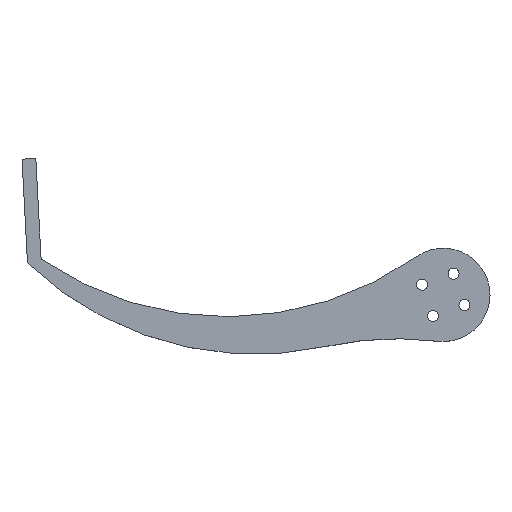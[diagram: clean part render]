
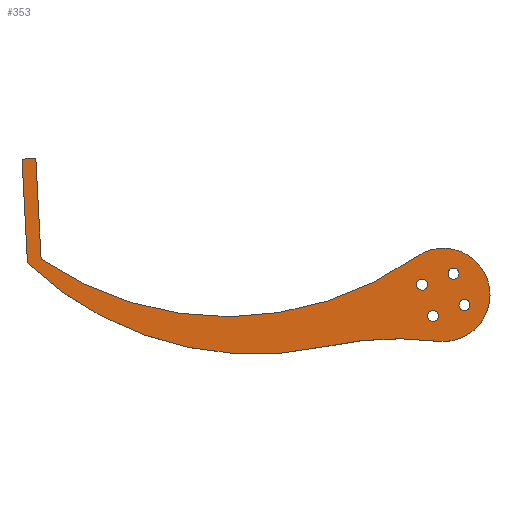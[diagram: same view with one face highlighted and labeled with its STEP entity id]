
A CAD part, top view. The second image highlights one B-rep face of the part: STEP entity #353.
In plain terms, the highlighted planar face has unit normal (0, 0, 1).
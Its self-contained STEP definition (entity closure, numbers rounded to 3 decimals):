
#35=FACE_BOUND('',#89,.T.);
#36=FACE_BOUND('',#90,.T.);
#37=FACE_BOUND('',#91,.T.);
#38=FACE_BOUND('',#92,.T.);
#59=FACE_OUTER_BOUND('',#88,.T.);
#88=EDGE_LOOP('',(#313,#314,#315,#316,#317,#318,#319));
#89=EDGE_LOOP('',(#320));
#90=EDGE_LOOP('',(#321));
#91=EDGE_LOOP('',(#322));
#92=EDGE_LOOP('',(#323));
#101=CIRCLE('',#389,95.);
#102=CIRCLE('',#391,95.);
#103=CIRCLE('',#393,95.);
#104=CIRCLE('',#395,13.5);
#113=CIRCLE('',#413,1.6);
#114=CIRCLE('',#415,1.6);
#115=CIRCLE('',#417,1.6);
#116=CIRCLE('',#419,1.6);
#121=LINE('',#563,#142);
#124=LINE('',#568,#145);
#137=LINE('',#630,#158);
#142=VECTOR('',#448,10.);
#145=VECTOR('',#453,10.);
#158=VECTOR('',#532,10.);
#170=VERTEX_POINT('',#560);
#171=VERTEX_POINT('',#562);
#172=VERTEX_POINT('',#566);
#173=VERTEX_POINT('',#570);
#174=VERTEX_POINT('',#574);
#175=VERTEX_POINT('',#578);
#176=VERTEX_POINT('',#580);
#185=VERTEX_POINT('',#614);
#186=VERTEX_POINT('',#618);
#187=VERTEX_POINT('',#622);
#188=VERTEX_POINT('',#626);
#201=EDGE_CURVE('',#171,#170,#121,.T.);
#204=EDGE_CURVE('',#170,#172,#124,.T.);
#206=EDGE_CURVE('',#173,#172,#101,.T.);
#208=EDGE_CURVE('',#174,#173,#102,.T.);
#210=EDGE_CURVE('',#176,#175,#103,.F.);
#212=EDGE_CURVE('',#174,#176,#104,.T.);
#225=EDGE_CURVE('',#185,#185,#113,.T.);
#227=EDGE_CURVE('',#186,#186,#114,.T.);
#229=EDGE_CURVE('',#187,#187,#115,.T.);
#231=EDGE_CURVE('',#188,#188,#116,.T.);
#233=EDGE_CURVE('',#175,#171,#137,.T.);
#313=ORIENTED_EDGE('',*,*,#233,.T.);
#314=ORIENTED_EDGE('',*,*,#201,.T.);
#315=ORIENTED_EDGE('',*,*,#204,.T.);
#316=ORIENTED_EDGE('',*,*,#206,.F.);
#317=ORIENTED_EDGE('',*,*,#208,.F.);
#318=ORIENTED_EDGE('',*,*,#212,.T.);
#319=ORIENTED_EDGE('',*,*,#210,.T.);
#320=ORIENTED_EDGE('',*,*,#231,.T.);
#321=ORIENTED_EDGE('',*,*,#229,.T.);
#322=ORIENTED_EDGE('',*,*,#227,.T.);
#323=ORIENTED_EDGE('',*,*,#225,.T.);
#332=PLANE('',#421);
#353=ADVANCED_FACE('',(#59,#35,#36,#37,#38),#332,.F.);
#389=AXIS2_PLACEMENT_3D('',#572,#457,#458);
#391=AXIS2_PLACEMENT_3D('',#576,#462,#463);
#393=AXIS2_PLACEMENT_3D('',#581,#467,#468);
#395=AXIS2_PLACEMENT_3D('',#584,#472,#473);
#413=AXIS2_PLACEMENT_3D('',#615,#512,#513);
#415=AXIS2_PLACEMENT_3D('',#619,#517,#518);
#417=AXIS2_PLACEMENT_3D('',#623,#522,#523);
#419=AXIS2_PLACEMENT_3D('',#627,#527,#528);
#421=AXIS2_PLACEMENT_3D('',#631,#533,#534);
#448=DIRECTION('',(-0.999,-0.052,0.));
#453=DIRECTION('',(0.052,-0.999,0.));
#457=DIRECTION('center_axis',(0.,0.,-1.));
#458=DIRECTION('ref_axis',(-0.573,-0.82,0.));
#462=DIRECTION('center_axis',(0.,0.,1.));
#463=DIRECTION('ref_axis',(-0.047,0.999,0.));
#467=DIRECTION('center_axis',(0.,0.,1.));
#468=DIRECTION('ref_axis',(0.576,-0.817,0.));
#472=DIRECTION('center_axis',(0.,0.,1.));
#473=DIRECTION('ref_axis',(-1.,0.,0.));
#512=DIRECTION('center_axis',(0.,0.,-1.));
#513=DIRECTION('ref_axis',(1.,0.,0.));
#517=DIRECTION('center_axis',(0.,0.,-1.));
#518=DIRECTION('ref_axis',(1.,0.,0.));
#522=DIRECTION('center_axis',(0.,0.,-1.));
#523=DIRECTION('ref_axis',(1.,0.,0.));
#527=DIRECTION('center_axis',(0.,0.,-1.));
#528=DIRECTION('ref_axis',(1.,0.,0.));
#532=DIRECTION('',(-0.052,0.999,0.));
#533=DIRECTION('center_axis',(0.,0.,-1.));
#534=DIRECTION('ref_axis',(1.,0.,0.));
#560=CARTESIAN_POINT('',(-5.881,29.438,57.5));
#562=CARTESIAN_POINT('',(-1.887,29.647,57.5));
#563=CARTESIAN_POINT('',(-3.257,29.576,57.5));
#566=CARTESIAN_POINT('',(-4.311,-0.521,57.5));
#568=CARTESIAN_POINT('',(-5.49,21.968,57.5));
#570=CARTESIAN_POINT('',(81.929,-24.699,57.5));
#572=CARTESIAN_POINT('Origin',(61.426,68.062,57.5));
#574=CARTESIAN_POINT('',(114.192,-23.19,57.5));
#576=CARTESIAN_POINT('Origin',(102.433,-117.46,57.5));
#578=CARTESIAN_POINT('',(-0.36,0.513,57.5));
#580=CARTESIAN_POINT('',(108.083,1.239,57.5));
#581=CARTESIAN_POINT('Origin',(53.34,78.88,57.5));
#584=CARTESIAN_POINT('Origin',(115.863,-9.794,57.5));
#614=CARTESIAN_POINT('',(117.228,-3.674,57.5));
#615=CARTESIAN_POINT('Origin',(118.828,-3.674,57.5));
#618=CARTESIAN_POINT('',(120.383,-12.759,57.5));
#619=CARTESIAN_POINT('Origin',(121.983,-12.759,57.5));
#622=CARTESIAN_POINT('',(111.298,-15.914,57.5));
#623=CARTESIAN_POINT('Origin',(112.898,-15.914,57.5));
#626=CARTESIAN_POINT('',(108.143,-6.829,57.5));
#627=CARTESIAN_POINT('Origin',(109.743,-6.829,57.5));
#630=CARTESIAN_POINT('',(-1.455,21.409,57.5));
#631=CARTESIAN_POINT('Origin',(6.989,-9.794,57.5));
